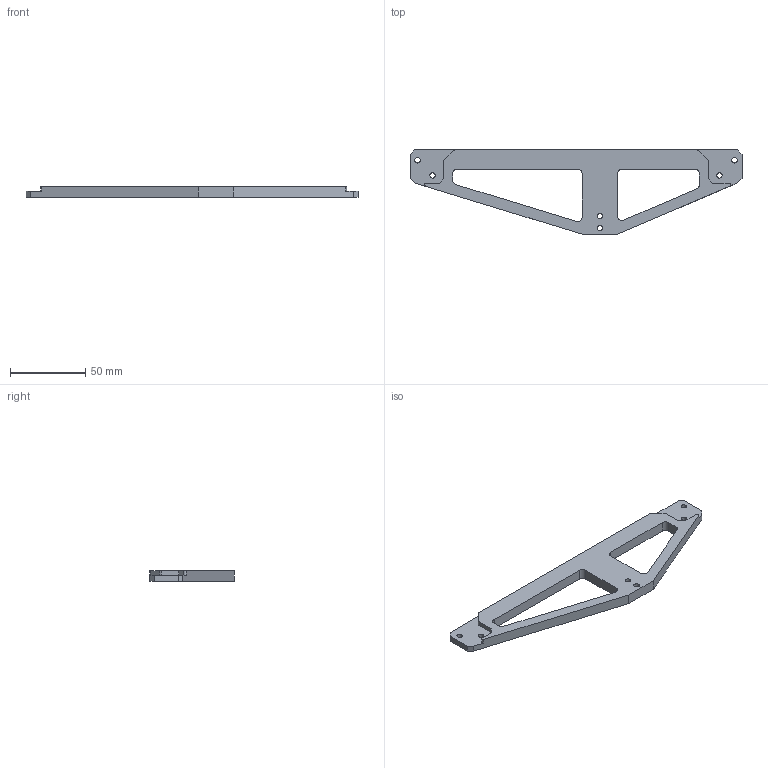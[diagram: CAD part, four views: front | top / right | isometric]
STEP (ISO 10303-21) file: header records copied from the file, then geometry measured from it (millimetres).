
FILE_DESCRIPTION(/* description */ (''),/* implementation_level */ '2;1');
FILE_NAME(/* name */ 'HBPBracket.stp',/* time_stamp */ '2015-09-06T12:42:31-04:00',/* author */ ('Justine Haupt'),/* organization */ (''),/* preprocessor_version */ 'ST-DEVELOPER v15.6',/* originating_system */ 'Autodesk Inventor 2015',/* authorisation */ '');
FILE_SCHEMA (('AUTOMOTIVE_DESIGN { 1 0 10303 214 3 1 1 }'));
Length unit declared in the file: millimetre
Products named in the file (1): HBPBracket
Bounding box: 220 x 56 x 7 mm (x, y, z)
Volume: 36084.6 mm3; surface area: 17462.7 mm2
Topology: 1 solids, 1 shells, 64 faces, 186 edges, 126 vertices
Faces by surface type: plane 44, cylinder 20
Full cylindrical faces by diameter (mm): 3.6 x6
Entity records: 2090 total; most frequent: CARTESIAN_POINT 359, ORIENTED_EDGE 348, DIRECTION 344, EDGE_CURVE 174, LINE 134, VECTOR 134, VERTEX_POINT 120, AXIS2_PLACEMENT_3D 105
